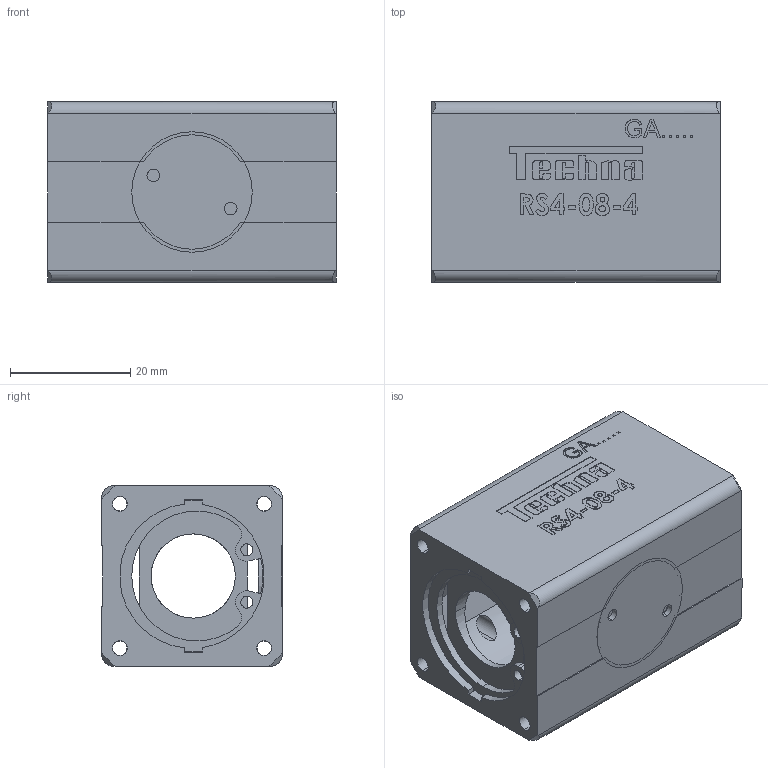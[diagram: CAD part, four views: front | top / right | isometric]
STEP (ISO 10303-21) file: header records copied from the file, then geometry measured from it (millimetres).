
FILE_DESCRIPTION (( 'STEP AP214' ), '1' );
FILE_NAME ('RS4-08-4.STEP', '2020-06-15T12:40:59', ( '' ), ( '' ), 'SwSTEP 2.0', 'SolidWorks 2020', '' );
FILE_SCHEMA (( 'AUTOMOTIVE_DESIGN' ));
Length unit declared in the file: millimetre
Products named in the file (1): RS4-08-4
Bounding box: 48 x 30 x 30 mm (x, y, z)
Volume: 21825.1 mm3; surface area: 15794.3 mm2
Topology: 7 solids, 7 shells, 733 faces, 1971 edges, 1302 vertices
Faces by surface type: plane 375, cylinder 228, bspline 104, cone 26
Entity records: 33814 total; most frequent: CARTESIAN_POINT 10491, ORIENTED_EDGE 3942, DIRECTION 3434, EDGE_CURVE 1971, VERTEX_POINT 1302, LINE 1264, VECTOR 1264, AXIS2_PLACEMENT_3D 1085
